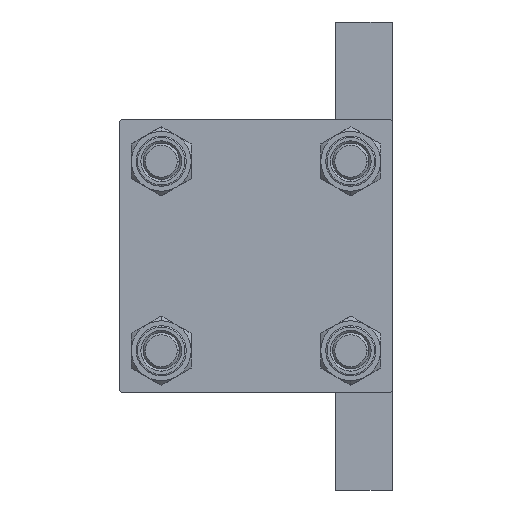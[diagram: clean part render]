
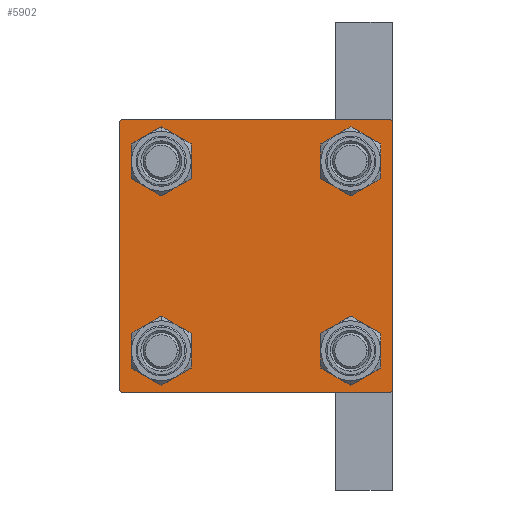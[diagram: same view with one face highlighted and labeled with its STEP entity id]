
A CAD part, left-side view. The second image highlights one B-rep face of the part: STEP entity #5902.
In plain terms, the highlighted planar face has unit normal (-1, 0, 0).
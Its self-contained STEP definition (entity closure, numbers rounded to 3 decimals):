
#89 = DIRECTION ( 'NONE',  ( 0., 0., -1. ) ) ;
#685 = VECTOR ( 'NONE', #37174, 1000. ) ;
#779 = VERTEX_POINT ( 'NONE', #11941 ) ;
#1587 = VERTEX_POINT ( 'NONE', #14775 ) ;
#2206 = CARTESIAN_POINT ( 'NONE',  ( 0., -30., 30. ) ) ;
#3367 = DIRECTION ( 'NONE',  ( 0., 0.707, -0.707 ) ) ;
#3613 = LINE ( 'NONE', #4098, #15858 ) ;
#4098 = CARTESIAN_POINT ( 'NONE',  ( 0., 29.75, 29.75 ) ) ;
#4367 = CARTESIAN_POINT ( 'NONE',  ( 0., -20.85, -16.35 ) ) ;
#4958 = CIRCLE ( 'NONE', #46230, 4.5 ) ;
#5425 = AXIS2_PLACEMENT_3D ( 'NONE', #32967, #21506, #36687 ) ;
#5894 = ORIENTED_EDGE ( 'NONE', *, *, #37011, .T. ) ;
#5902 = ADVANCED_FACE ( 'NONE', ( #48141, #25268, #14072, #17303, #44158 ), #35959, .T. ) ;
#5940 = LINE ( 'NONE', #32559, #15287 ) ;
#6380 = EDGE_LOOP ( 'NONE', ( #25346, #47664 ) ) ;
#6447 = EDGE_LOOP ( 'NONE', ( #24670, #31828 ) ) ;
#6621 = CARTESIAN_POINT ( 'NONE',  ( 0., -29.5, 30. ) ) ;
#6650 = EDGE_CURVE ( 'NONE', #9494, #47839, #33008, .T. ) ;
#6742 = EDGE_CURVE ( 'NONE', #38663, #46727, #13650, .T. ) ;
#7571 = LINE ( 'NONE', #33708, #685 ) ;
#7705 = DIRECTION ( 'NONE',  ( 1., 0., 0. ) ) ;
#8009 = ORIENTED_EDGE ( 'NONE', *, *, #41420, .T. ) ;
#8010 = CARTESIAN_POINT ( 'NONE',  ( 0., 20.85, -20.85 ) ) ;
#8681 = VERTEX_POINT ( 'NONE', #6621 ) ;
#8810 = CIRCLE ( 'NONE', #19143, 4.5 ) ;
#9494 = VERTEX_POINT ( 'NONE', #42920 ) ;
#11310 = AXIS2_PLACEMENT_3D ( 'NONE', #22064, #40729, #17603 ) ;
#11941 = CARTESIAN_POINT ( 'NONE',  ( 0., -20.85, 16.35 ) ) ;
#12050 = ORIENTED_EDGE ( 'NONE', *, *, #14432, .T. ) ;
#12272 = CARTESIAN_POINT ( 'NONE',  ( 0., 20.85, 25.35 ) ) ;
#13049 = CARTESIAN_POINT ( 'NONE',  ( 0., -29.5, -30. ) ) ;
#13433 = CARTESIAN_POINT ( 'NONE',  ( 0., 30., 29.5 ) ) ;
#13650 = LINE ( 'NONE', #2206, #39316 ) ;
#14072 = FACE_BOUND ( 'NONE', #6380, .T. ) ;
#14122 = CARTESIAN_POINT ( 'NONE',  ( 0., -20.85, 20.85 ) ) ;
#14432 = EDGE_CURVE ( 'NONE', #47839, #9494, #43542, .T. ) ;
#14748 = LINE ( 'NONE', #33431, #22389 ) ;
#14775 = CARTESIAN_POINT ( 'NONE',  ( 0., 29.5, -30. ) ) ;
#15267 = CARTESIAN_POINT ( 'NONE',  ( 0., -30., -29.5 ) ) ;
#15287 = VECTOR ( 'NONE', #29552, 1000. ) ;
#15353 = EDGE_CURVE ( 'NONE', #34990, #1587, #7571, .T. ) ;
#15748 = DIRECTION ( 'NONE',  ( 0., 0., 1. ) ) ;
#15858 = VECTOR ( 'NONE', #3367, 1000. ) ;
#16867 = DIRECTION ( 'NONE',  ( 0., 0., -1. ) ) ;
#16911 = CARTESIAN_POINT ( 'NONE',  ( 0., -29.75, 29.75 ) ) ;
#17303 = FACE_BOUND ( 'NONE', #26265, .T. ) ;
#17551 = CARTESIAN_POINT ( 'NONE',  ( 0., 0., 0. ) ) ;
#17603 = DIRECTION ( 'NONE',  ( 0., 0., 1. ) ) ;
#18217 = LINE ( 'NONE', #33408, #44717 ) ;
#18461 = DIRECTION ( 'NONE',  ( 0., -1., 0. ) ) ;
#18557 = VERTEX_POINT ( 'NONE', #31425 ) ;
#18849 = ORIENTED_EDGE ( 'NONE', *, *, #6650, .T. ) ;
#19143 = AXIS2_PLACEMENT_3D ( 'NONE', #39200, #43169, #31268 ) ;
#19910 = DIRECTION ( 'NONE',  ( 0., 0.707, 0.707 ) ) ;
#20105 = CARTESIAN_POINT ( 'NONE',  ( 0., -20.85, 25.35 ) ) ;
#20171 = DIRECTION ( 'NONE',  ( 1., 0., 0. ) ) ;
#20374 = CARTESIAN_POINT ( 'NONE',  ( 0., 30., -29.5 ) ) ;
#21249 = CARTESIAN_POINT ( 'NONE',  ( 0., -20.85, -25.35 ) ) ;
#21506 = DIRECTION ( 'NONE',  ( 1., 0., 0. ) ) ;
#22064 = CARTESIAN_POINT ( 'NONE',  ( 0., -20.85, 20.85 ) ) ;
#22389 = VECTOR ( 'NONE', #32696, 1000. ) ;
#22582 = EDGE_CURVE ( 'NONE', #42147, #41956, #37370, .T. ) ;
#22639 = VERTEX_POINT ( 'NONE', #13433 ) ;
#22694 = ORIENTED_EDGE ( 'NONE', *, *, #27491, .F. ) ;
#22862 = DIRECTION ( 'NONE',  ( 0., 0., 1. ) ) ;
#23326 = VERTEX_POINT ( 'NONE', #43658 ) ;
#23873 = AXIS2_PLACEMENT_3D ( 'NONE', #37351, #45053, #26158 ) ;
#23954 = CARTESIAN_POINT ( 'NONE',  ( 0., 20.85, -16.35 ) ) ;
#23963 = EDGE_CURVE ( 'NONE', #18557, #39198, #8810, .T. ) ;
#24529 = VECTOR ( 'NONE', #89, 1000. ) ;
#24670 = ORIENTED_EDGE ( 'NONE', *, *, #26759, .T. ) ;
#25268 = FACE_BOUND ( 'NONE', #36053, .T. ) ;
#25273 = EDGE_CURVE ( 'NONE', #39198, #18557, #35061, .T. ) ;
#25346 = ORIENTED_EDGE ( 'NONE', *, *, #25273, .T. ) ;
#25632 = CIRCLE ( 'NONE', #31992, 4.5 ) ;
#25803 = DIRECTION ( 'NONE',  ( 0., 0., 1. ) ) ;
#26158 = DIRECTION ( 'NONE',  ( 0., 0., 1. ) ) ;
#26265 = EDGE_LOOP ( 'NONE', ( #12050, #18849 ) ) ;
#26540 = EDGE_CURVE ( 'NONE', #33496, #46727, #5940, .T. ) ;
#26699 = LINE ( 'NONE', #34170, #24529 ) ;
#26711 = EDGE_CURVE ( 'NONE', #779, #45703, #4958, .T. ) ;
#26759 = EDGE_CURVE ( 'NONE', #45703, #779, #44683, .T. ) ;
#27047 = ORIENTED_EDGE ( 'NONE', *, *, #39191, .T. ) ;
#27401 = DIRECTION ( 'NONE',  ( 0., 0., 1. ) ) ;
#27491 = EDGE_CURVE ( 'NONE', #23326, #8681, #18217, .T. ) ;
#29536 = AXIS2_PLACEMENT_3D ( 'NONE', #8010, #20171, #27401 ) ;
#29552 = DIRECTION ( 'NONE',  ( 0., -0.707, 0.707 ) ) ;
#30278 = EDGE_CURVE ( 'NONE', #22639, #34990, #26699, .T. ) ;
#30288 = ORIENTED_EDGE ( 'NONE', *, *, #6742, .F. ) ;
#30900 = EDGE_LOOP ( 'NONE', ( #33186, #33902, #8009, #35899, #30288, #5894, #22694, #35931 ) ) ;
#31268 = DIRECTION ( 'NONE',  ( 0., 0., 1. ) ) ;
#31425 = CARTESIAN_POINT ( 'NONE',  ( 0., 20.85, -25.35 ) ) ;
#31828 = ORIENTED_EDGE ( 'NONE', *, *, #26711, .T. ) ;
#31992 = AXIS2_PLACEMENT_3D ( 'NONE', #46085, #35153, #15748 ) ;
#32302 = EDGE_CURVE ( 'NONE', #23326, #22639, #3613, .T. ) ;
#32559 = CARTESIAN_POINT ( 'NONE',  ( 0., -29.75, -29.75 ) ) ;
#32696 = DIRECTION ( 'NONE',  ( 0., -1., 0. ) ) ;
#32742 = DIRECTION ( 'NONE',  ( 0., 0., 1. ) ) ;
#32828 = ORIENTED_EDGE ( 'NONE', *, *, #22582, .T. ) ;
#32967 = CARTESIAN_POINT ( 'NONE',  ( 0., 20.85, 20.85 ) ) ;
#33008 = CIRCLE ( 'NONE', #42512, 4.5 ) ;
#33186 = ORIENTED_EDGE ( 'NONE', *, *, #30278, .T. ) ;
#33408 = CARTESIAN_POINT ( 'NONE',  ( 0., 30., 30. ) ) ;
#33431 = CARTESIAN_POINT ( 'NONE',  ( 0., 30., -30. ) ) ;
#33496 = VERTEX_POINT ( 'NONE', #13049 ) ;
#33708 = CARTESIAN_POINT ( 'NONE',  ( 0., 29.75, -29.75 ) ) ;
#33902 = ORIENTED_EDGE ( 'NONE', *, *, #15353, .T. ) ;
#34170 = CARTESIAN_POINT ( 'NONE',  ( 0., 30., 30. ) ) ;
#34565 = CARTESIAN_POINT ( 'NONE',  ( 0., 20.85, 20.85 ) ) ;
#34990 = VERTEX_POINT ( 'NONE', #20374 ) ;
#35061 = CIRCLE ( 'NONE', #29536, 4.5 ) ;
#35153 = DIRECTION ( 'NONE',  ( 1., 0., 0. ) ) ;
#35575 = LINE ( 'NONE', #16911, #43800 ) ;
#35899 = ORIENTED_EDGE ( 'NONE', *, *, #26540, .T. ) ;
#35931 = ORIENTED_EDGE ( 'NONE', *, *, #32302, .T. ) ;
#35959 = PLANE ( 'NONE',  #45650 ) ;
#36053 = EDGE_LOOP ( 'NONE', ( #27047, #32828 ) ) ;
#36687 = DIRECTION ( 'NONE',  ( 0., 0., 1. ) ) ;
#37011 = EDGE_CURVE ( 'NONE', #38663, #8681, #35575, .T. ) ;
#37174 = DIRECTION ( 'NONE',  ( 0., -0.707, -0.707 ) ) ;
#37351 = CARTESIAN_POINT ( 'NONE',  ( 0., -20.85, -20.85 ) ) ;
#37370 = CIRCLE ( 'NONE', #23873, 4.5 ) ;
#38663 = VERTEX_POINT ( 'NONE', #46690 ) ;
#39191 = EDGE_CURVE ( 'NONE', #41956, #42147, #25632, .T. ) ;
#39198 = VERTEX_POINT ( 'NONE', #23954 ) ;
#39200 = CARTESIAN_POINT ( 'NONE',  ( 0., 20.85, -20.85 ) ) ;
#39316 = VECTOR ( 'NONE', #16867, 1000. ) ;
#40729 = DIRECTION ( 'NONE',  ( 1., 0., 0. ) ) ;
#41420 = EDGE_CURVE ( 'NONE', #1587, #33496, #14748, .T. ) ;
#41956 = VERTEX_POINT ( 'NONE', #4367 ) ;
#42147 = VERTEX_POINT ( 'NONE', #21249 ) ;
#42512 = AXIS2_PLACEMENT_3D ( 'NONE', #34565, #7705, #22862 ) ;
#42920 = CARTESIAN_POINT ( 'NONE',  ( 0., 20.85, 16.35 ) ) ;
#43169 = DIRECTION ( 'NONE',  ( 1., 0., 0. ) ) ;
#43542 = CIRCLE ( 'NONE', #5425, 4.5 ) ;
#43658 = CARTESIAN_POINT ( 'NONE',  ( 0., 29.5, 30. ) ) ;
#43800 = VECTOR ( 'NONE', #19910, 1000. ) ;
#44158 = FACE_OUTER_BOUND ( 'NONE', #30900, .T. ) ;
#44683 = CIRCLE ( 'NONE', #11310, 4.5 ) ;
#44717 = VECTOR ( 'NONE', #18461, 1000. ) ;
#45053 = DIRECTION ( 'NONE',  ( 1., 0., 0. ) ) ;
#45650 = AXIS2_PLACEMENT_3D ( 'NONE', #17551, #47896, #32742 ) ;
#45703 = VERTEX_POINT ( 'NONE', #20105 ) ;
#46085 = CARTESIAN_POINT ( 'NONE',  ( 0., -20.85, -20.85 ) ) ;
#46230 = AXIS2_PLACEMENT_3D ( 'NONE', #14122, #48680, #25803 ) ;
#46690 = CARTESIAN_POINT ( 'NONE',  ( 0., -30., 29.5 ) ) ;
#46727 = VERTEX_POINT ( 'NONE', #15267 ) ;
#47664 = ORIENTED_EDGE ( 'NONE', *, *, #23963, .T. ) ;
#47839 = VERTEX_POINT ( 'NONE', #12272 ) ;
#47896 = DIRECTION ( 'NONE',  ( -1., 0., 0. ) ) ;
#48141 = FACE_BOUND ( 'NONE', #6447, .T. ) ;
#48680 = DIRECTION ( 'NONE',  ( 1., 0., 0. ) ) ;
